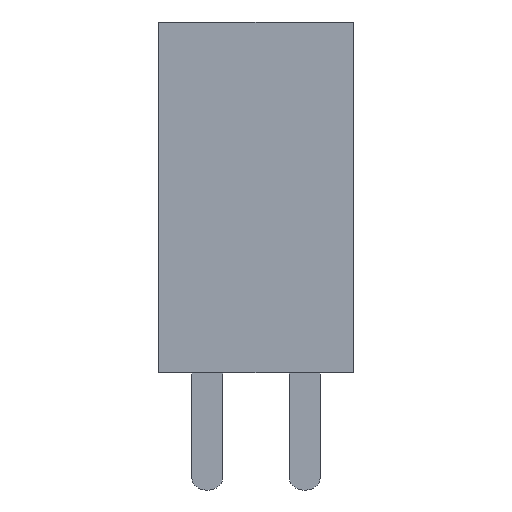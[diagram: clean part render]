
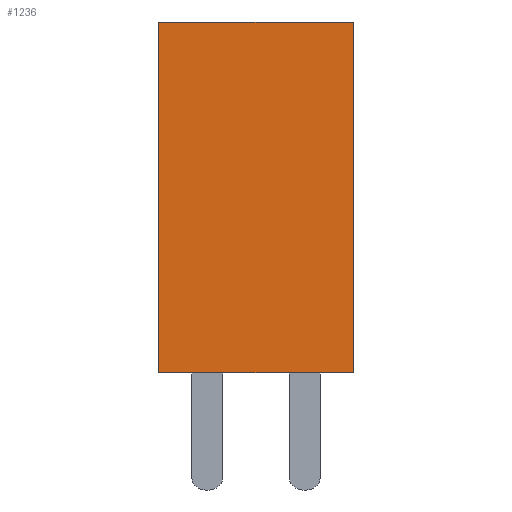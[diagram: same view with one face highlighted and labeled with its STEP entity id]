
A CAD part, left-side view. The second image highlights one B-rep face of the part: STEP entity #1236.
In plain terms, the highlighted planar face has unit normal (-1, 0, 0).
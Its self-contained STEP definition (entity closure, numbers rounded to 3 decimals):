
#106=FACE_OUTER_BOUND('',#178,.T.);
#178=EDGE_LOOP('',(#965,#966,#967,#968));
#246=LINE('',#1763,#392);
#263=LINE('',#1798,#409);
#293=LINE('',#1863,#439);
#294=LINE('',#1865,#440);
#392=VECTOR('',#1432,10.);
#409=VECTOR('',#1455,10.);
#439=VECTOR('',#1523,10.);
#440=VECTOR('',#1526,10.);
#530=VERTEX_POINT('',#1760);
#531=VERTEX_POINT('',#1762);
#545=VERTEX_POINT('',#1795);
#546=VERTEX_POINT('',#1797);
#658=EDGE_CURVE('',#530,#531,#246,.T.);
#675=EDGE_CURVE('',#546,#545,#263,.T.);
#709=EDGE_CURVE('',#531,#545,#293,.T.);
#710=EDGE_CURVE('',#530,#546,#294,.T.);
#965=ORIENTED_EDGE('',*,*,#710,.T.);
#966=ORIENTED_EDGE('',*,*,#675,.T.);
#967=ORIENTED_EDGE('',*,*,#709,.F.);
#968=ORIENTED_EDGE('',*,*,#658,.F.);
#1180=PLANE('',#1316);
#1236=ADVANCED_FACE('',(#106),#1180,.T.);
#1316=AXIS2_PLACEMENT_3D('',#1864,#1524,#1525);
#1432=DIRECTION('',(0.,0.,1.));
#1455=DIRECTION('',(0.,0.,1.));
#1523=DIRECTION('',(0.,-1.,0.));
#1524=DIRECTION('center_axis',(-1.,0.,0.));
#1525=DIRECTION('ref_axis',(0.,-1.,0.));
#1526=DIRECTION('',(0.,-1.,0.));
#1760=CARTESIAN_POINT('',(-1.25,3.75,0.));
#1762=CARTESIAN_POINT('',(-1.25,3.75,9.));
#1763=CARTESIAN_POINT('',(-1.25,3.75,0.));
#1795=CARTESIAN_POINT('',(-1.25,-1.25,9.));
#1797=CARTESIAN_POINT('',(-1.25,-1.25,0.));
#1798=CARTESIAN_POINT('',(-1.25,-1.25,0.));
#1863=CARTESIAN_POINT('',(-1.25,3.75,9.));
#1864=CARTESIAN_POINT('Origin',(-1.25,1.25,0.));
#1865=CARTESIAN_POINT('',(-1.25,3.75,0.));
